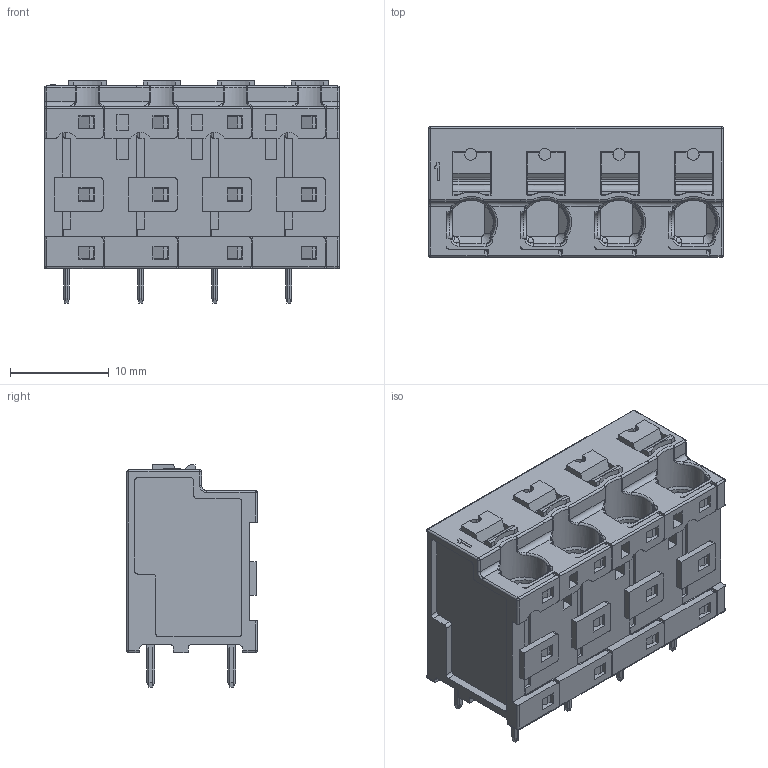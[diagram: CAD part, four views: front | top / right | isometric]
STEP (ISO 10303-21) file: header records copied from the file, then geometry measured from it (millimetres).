
FILE_DESCRIPTION(('CATIA V5 STEP Exchange','CAx-IF Rec.Pracs.--- Model Styling and Organization---1.5--- 2016-08-15','CAx-IF Rec.Pracs.---Supplemental Geometry---1.0---2011-11-01','CAx-IF Rec.Pracs.--- Composite Materials ---1.1---2010-07-15'),'2;1');
FILE_NAME ('2124192-2_0', '2025-12-02T14:32:22+00:00', ('none'), ('Weidmueller'), 'CATIA Version 5-6 Release 2024 SP4', 'CATIA V5 STEP AP214 v3', 'none');
FILE_SCHEMA(('AUTOMOTIVE_DESIGN { 1 0 10303 214 1 1 1 1 }'));
Products named in the file (1): 3124700000
Bounding box: 29.8 x 13.2 x 22.5 mm (x, y, z)
Volume: 5009 mm3; surface area: 5671 mm2
Topology: 1 solids, 3 shells, 1668 faces, 4500 edges, 2905 vertices
Faces by surface type: plane 1109, cylinder 320, bspline 111, extrusion 68, torus 22, sphere 22, cone 16
Entity records: 55503 total; most frequent: CARTESIAN_POINT 15867, ORIENTED_EDGE 8958, DIRECTION 5887, EDGE_CURVE 4479, VECTOR 3298, LINE 3230, VERTEX_POINT 2905, EDGE_LOOP 1796
